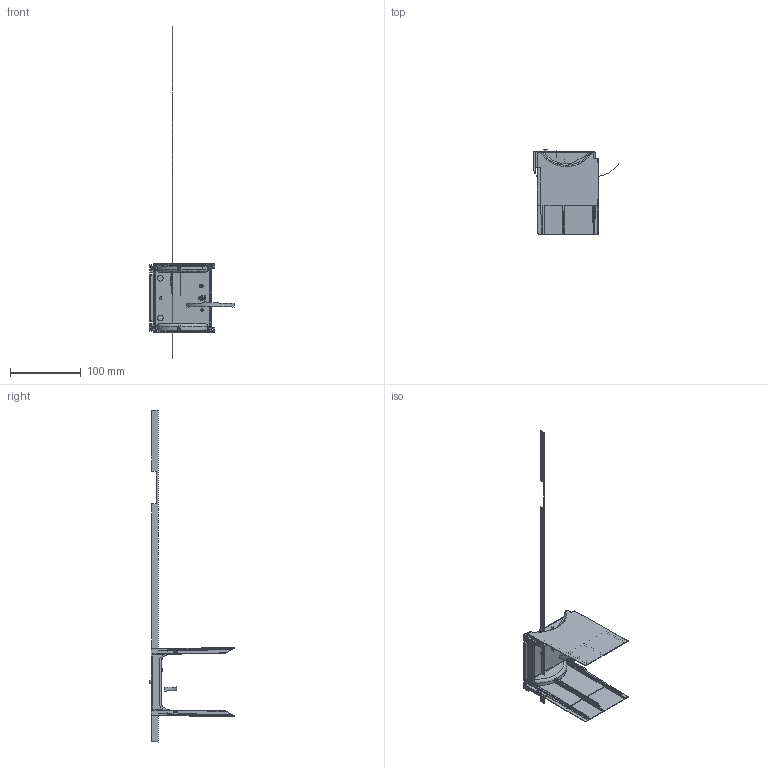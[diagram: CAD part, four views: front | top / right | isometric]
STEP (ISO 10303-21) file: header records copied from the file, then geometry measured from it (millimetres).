
FILE_DESCRIPTION((''),'2;1');
FILE_NAME('1SEP619341P0001_A02','2020-11-30T15:44:15',('CNANWAN3'),(''),'CREO PARAMETRIC BY PTC INC, 2020044','CREO PARAMETRIC BY PTC INC, 2020044','');
FILE_SCHEMA(('CONFIG_CONTROL_DESIGN'));
Products named in the file (1): 1SEP619341P0001_A02
Bounding box: 119.69 x 119.5 x 469.35 mm (x, y, z)
Surface area: 71872.6 mm2 (no closed solid volume)
Topology: 0 solids, 8 shells, 594 faces, 1659 edges, 1057 vertices
Faces by surface type: plane 232, cylinder 184, bspline 105, cone 35, sphere 20, extrusion 18
Entity records: 43918 total; most frequent: CARTESIAN_POINT 30031, ORIENTED_EDGE 3169, DIRECTION 2391, EDGE_CURVE 1629, VERTEX_POINT 1058, VECTOR 857, LINE 839, AXIS2_PLACEMENT_3D 767
